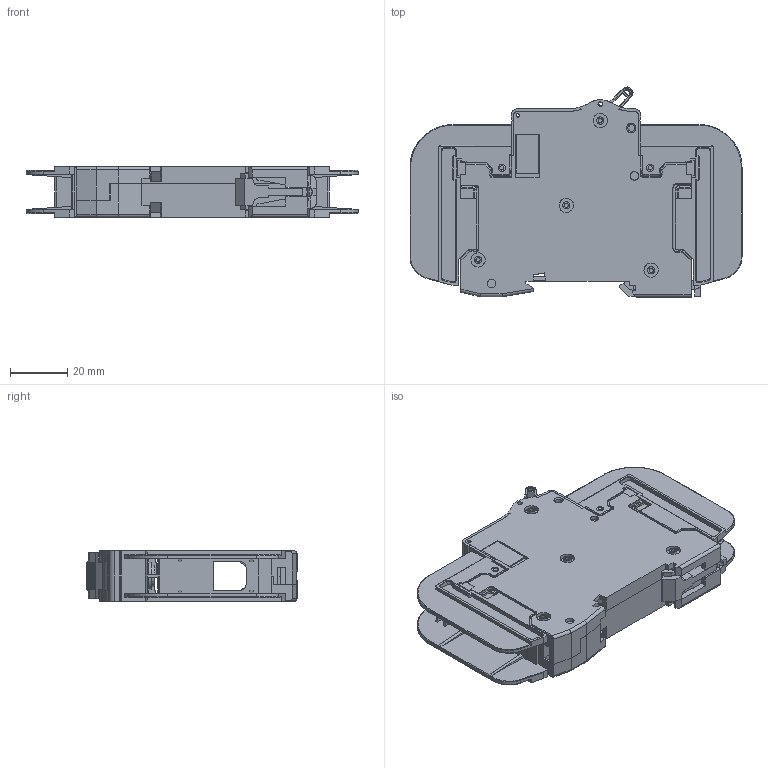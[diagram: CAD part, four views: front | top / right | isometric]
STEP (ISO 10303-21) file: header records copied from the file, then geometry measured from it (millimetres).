
FILE_DESCRIPTION (( 'STEP AP214' ), '1' );
FILE_NAME ('1P.STEP', '2017-03-18T07:21:47', ( '' ), ( '' ), 'SwSTEP 2.0', 'SolidWorks 2011', '' );
FILE_SCHEMA (( 'AUTOMOTIVE_DESIGN' ));
Length unit declared in the file: centimetre
Products named in the file (1): 1P
Bounding box: 115.8 x 73.26 x 17.6 mm (x, y, z)
Surface area: 30132.9 mm2 (no closed solid volume)
Topology: 0 solids, 20 shells, 1047 faces, 3587 edges, 2500 vertices
Faces by surface type: plane 570, cylinder 345, bspline 82, cone 42, torus 4, sphere 4
Full cylindrical faces by diameter (mm): 1.2 x1, 1.5 x4, 2.5 x4, 2.6 x1, 3 x4, 4.131 x1, 5 x8, 7.5 x2, 9.5 x2
Entity records: 55336 total; most frequent: CARTESIAN_POINT 14585, ORIENTED_EDGE 5902, DIRECTION 5554, EDGE_CURVE 3532, VERTEX_POINT 2491, VECTOR 2394, LINE 2394, AXIS2_PLACEMENT_3D 1580
